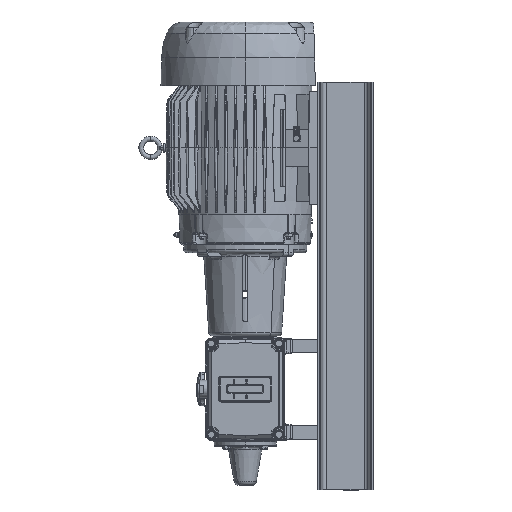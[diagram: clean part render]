
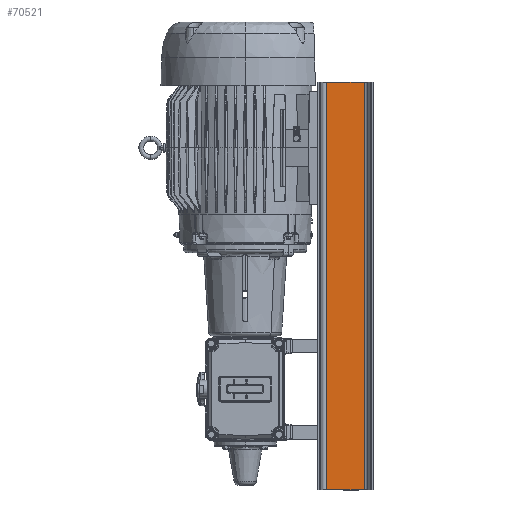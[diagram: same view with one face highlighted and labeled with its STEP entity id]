
A CAD part, left-side view. The second image highlights one B-rep face of the part: STEP entity #70521.
In plain terms, the highlighted planar face has unit normal (-1, 0, 0).
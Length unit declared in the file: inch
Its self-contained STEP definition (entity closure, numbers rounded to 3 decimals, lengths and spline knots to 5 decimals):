
#337 = LINE ( 'NONE', #177775, #141480 ) ;
#2642 = FACE_OUTER_BOUND ( 'NONE', #179952, .T. ) ;
#3783 = CARTESIAN_POINT ( 'NONE',  ( -8.184, -3.35013, -29.5 ) ) ;
#14205 = PLANE ( 'NONE',  #58581 ) ;
#14497 = CARTESIAN_POINT ( 'NONE',  ( -8.184, -0.64987, 0. ) ) ;
#14845 = CARTESIAN_POINT ( 'NONE',  ( -8.184, -0.64987, -29.5 ) ) ;
#21722 = VERTEX_POINT ( 'NONE', #46240 ) ;
#34117 = CARTESIAN_POINT ( 'NONE',  ( -8.184, -0.64987, 0. ) ) ;
#46240 = CARTESIAN_POINT ( 'NONE',  ( -8.184, -0.64987, -29.5 ) ) ;
#54565 = VECTOR ( 'NONE', #164932, 39.37008 ) ;
#58581 = AXIS2_PLACEMENT_3D ( 'NONE', #119341, #121293, #105574 ) ;
#70329 = EDGE_CURVE ( 'NONE', #131140, #21722, #337, .T. ) ;
#70521 = ADVANCED_FACE ( 'NONE', ( #2642 ), #14205, .F. ) ;
#71360 = EDGE_CURVE ( 'NONE', #183394, #167352, #87422, .T. ) ;
#72339 = ORIENTED_EDGE ( 'NONE', *, *, #72828, .T. ) ;
#72828 = EDGE_CURVE ( 'NONE', #131140, #167352, #120002, .T. ) ;
#87422 = LINE ( 'NONE', #14497, #54565 ) ;
#90712 = ORIENTED_EDGE ( 'NONE', *, *, #70329, .F. ) ;
#105574 = DIRECTION ( 'NONE',  ( 0., 1., 0. ) ) ;
#109013 = DIRECTION ( 'NONE',  ( 0., 0., 1. ) ) ;
#119341 = CARTESIAN_POINT ( 'NONE',  ( -8.184, -0.64987, -29.5 ) ) ;
#120002 = LINE ( 'NONE', #3783, #155274 ) ;
#121293 = DIRECTION ( 'NONE',  ( 1., 0., 0. ) ) ;
#122650 = EDGE_CURVE ( 'NONE', #21722, #183394, #166792, .T. ) ;
#126841 = VECTOR ( 'NONE', #181671, 39.37008 ) ;
#127996 = ORIENTED_EDGE ( 'NONE', *, *, #122650, .F. ) ;
#131140 = VERTEX_POINT ( 'NONE', #165590 ) ;
#140515 = ORIENTED_EDGE ( 'NONE', *, *, #71360, .F. ) ;
#141480 = VECTOR ( 'NONE', #192918, 39.37008 ) ;
#155274 = VECTOR ( 'NONE', #109013, 39.37008 ) ;
#164932 = DIRECTION ( 'NONE',  ( 0., -1., 0. ) ) ;
#165590 = CARTESIAN_POINT ( 'NONE',  ( -8.184, -3.35013, -29.5 ) ) ;
#166792 = LINE ( 'NONE', #14845, #126841 ) ;
#167352 = VERTEX_POINT ( 'NONE', #175651 ) ;
#175651 = CARTESIAN_POINT ( 'NONE',  ( -8.184, -3.35013, 0. ) ) ;
#177775 = CARTESIAN_POINT ( 'NONE',  ( -8.184, -0.64987, -29.5 ) ) ;
#179952 = EDGE_LOOP ( 'NONE', ( #140515, #127996, #90712, #72339 ) ) ;
#181671 = DIRECTION ( 'NONE',  ( 0., 0., 1. ) ) ;
#183394 = VERTEX_POINT ( 'NONE', #34117 ) ;
#192918 = DIRECTION ( 'NONE',  ( 0., 1., 0. ) ) ;
